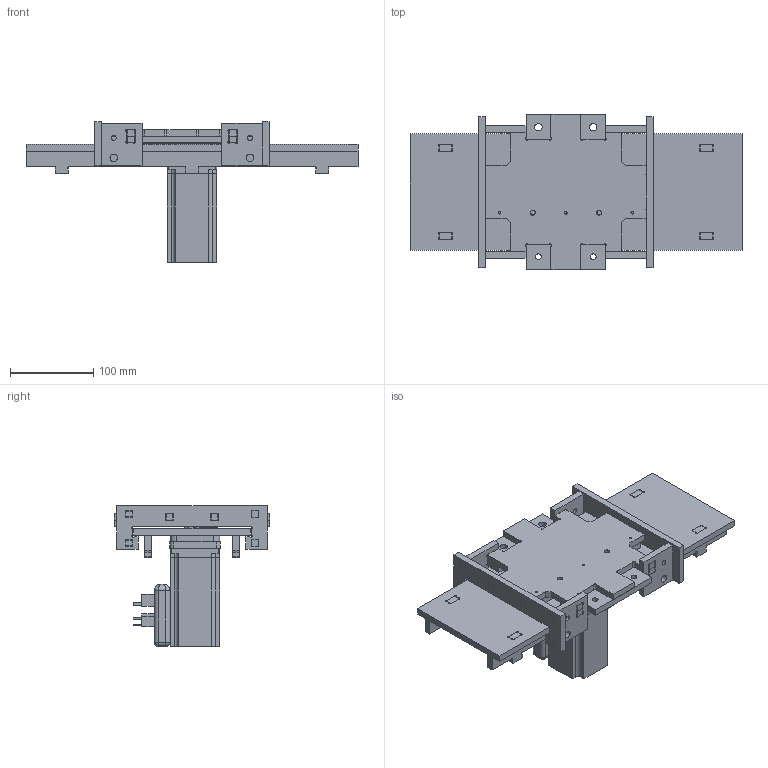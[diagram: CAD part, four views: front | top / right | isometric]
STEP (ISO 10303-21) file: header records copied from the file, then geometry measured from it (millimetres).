
FILE_DESCRIPTION(/* description */ (''),/* implementation_level */ '2;1');
FILE_NAME(/* name */ 'test_axis_fusion_hedy.step',/* time_stamp */ '2018-09-15T21:14:01+02:00',/* author */ ('jaknil'),/* organization */ (''),/* preprocessor_version */ 'ST-DEVELOPER v17.2',/* originating_system */ 'Autodesk Translation Framework v7.6.0.251',/* authorisation */ '');
FILE_SCHEMA (('AUTOMOTIVE_DESIGN { 1 0 10303 214 3 1 1 }'));
Length unit declared in the file: millimetre
Products named in the file (20): modded test axis; Fresh; side(Mirror); small (1); small(Mirror); small (1)(Mirror); rail_stand(Mirror); plate; side; back; Component30; Component31; small; rail; rail_stand; Motor_plate_y; vachro rack v2; Motor_spacer nema24; nema24; Gantry X axis v166_Pinion_only_60_circ
Assembly tree (19 placements, depth 4):
  modded test axis
    Fresh
      side(Mirror)
      small (1)
      small(Mirror)
      small (1)(Mirror)
      rail_stand(Mirror)
      plate
      side
      back
        Component30
        Component31
      small
      rail
      rail_stand
      Motor_plate_y
      vachro rack v2
      Motor_spacer nema24
      nema24
      Gantry X axis v166_Pinion_only_60_circ
Bounding box: 400 x 187 x 169.53 mm (x, y, z)
Volume: 1565990.9 mm3; surface area: 413846.3 mm2
Topology: 23 solids, 23 shells, 876 faces, 2482 edges, 1656 vertices
Faces by surface type: plane 456, cylinder 340, bspline 76, sphere 4
Full cylindrical faces by diameter (mm): 3.1 x3, 4.2 x4, 4.5 x2, 5.1 x3, 5.2 x8, 5.5 x4, 6 x4, 6.1 x4, 7 x2, 8 x1, 9 x6, 10 x2, 30.399 x1, 36.3 x1, 37 x2
Entity records: 32428 total; most frequent: CARTESIAN_POINT 8759, ORIENTED_EDGE 4956, DIRECTION 4626, EDGE_CURVE 2478, VERTEX_POINT 1656, LINE 1564, VECTOR 1564, AXIS2_PLACEMENT_3D 1531
